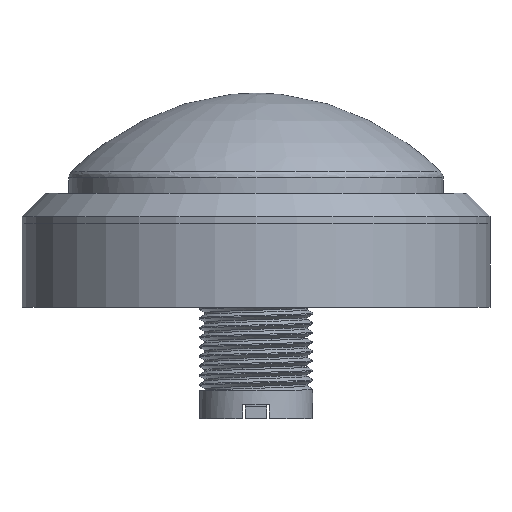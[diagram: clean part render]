
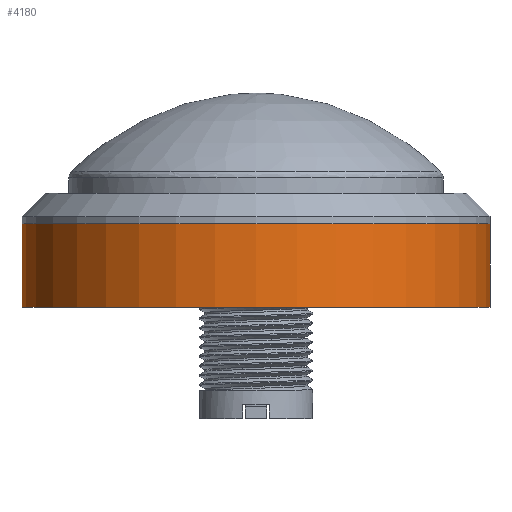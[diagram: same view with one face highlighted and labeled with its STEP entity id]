
A CAD part, front view. The second image highlights one B-rep face of the part: STEP entity #4180.
In plain terms, the highlighted cylindrical face has radius 49.25 mm (diameter 98.5 mm), a full revolution.
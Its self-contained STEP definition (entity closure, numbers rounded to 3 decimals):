
#449=FACE_OUTER_BOUND('',#696,.T.);
#696=EDGE_LOOP('',(#3168,#3169,#3170,#3171));
#996=LINE('',#6627,#1303);
#1303=VECTOR('',#5370,49.25);
#1505=CIRCLE('',#4406,49.25);
#1590=CIRCLE('',#4593,49.25);
#1706=VERTEX_POINT('',#6138);
#1853=VERTEX_POINT('',#6626);
#2121=EDGE_CURVE('',#1706,#1706,#1505,.T.);
#2344=EDGE_CURVE('',#1706,#1853,#996,.T.);
#2345=EDGE_CURVE('',#1853,#1853,#1590,.T.);
#3168=ORIENTED_EDGE('',*,*,#2121,.F.);
#3169=ORIENTED_EDGE('',*,*,#2344,.T.);
#3170=ORIENTED_EDGE('',*,*,#2345,.T.);
#3171=ORIENTED_EDGE('',*,*,#2344,.F.);
#4023=CYLINDRICAL_SURFACE('',#4592,49.25);
#4180=ADVANCED_FACE('',(#449),#4023,.T.);
#4406=AXIS2_PLACEMENT_3D('',#6139,#4890,#4891);
#4592=AXIS2_PLACEMENT_3D('',#6625,#5368,#5369);
#4593=AXIS2_PLACEMENT_3D('',#6628,#5371,#5372);
#4890=DIRECTION('center_axis',(0.,0.,1.));
#4891=DIRECTION('ref_axis',(1.,0.,0.));
#5368=DIRECTION('center_axis',(0.,0.,1.));
#5369=DIRECTION('ref_axis',(1.,0.,0.));
#5370=DIRECTION('',(0.,0.,-1.));
#5371=DIRECTION('center_axis',(0.,0.,1.));
#5372=DIRECTION('ref_axis',(1.,0.,0.));
#6138=CARTESIAN_POINT('',(-49.25,0.,17.5));
#6139=CARTESIAN_POINT('Origin',(0.,0.,17.5));
#6625=CARTESIAN_POINT('Origin',(0.,0.,0.));
#6626=CARTESIAN_POINT('',(-49.25,0.,0.));
#6627=CARTESIAN_POINT('',(-49.25,0.,0.));
#6628=CARTESIAN_POINT('Origin',(0.,0.,0.));
